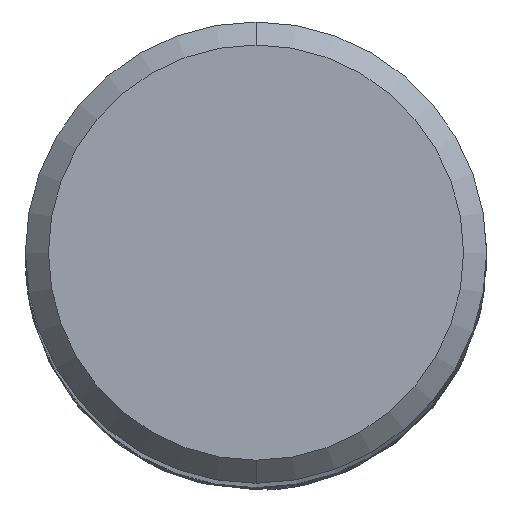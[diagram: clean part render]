
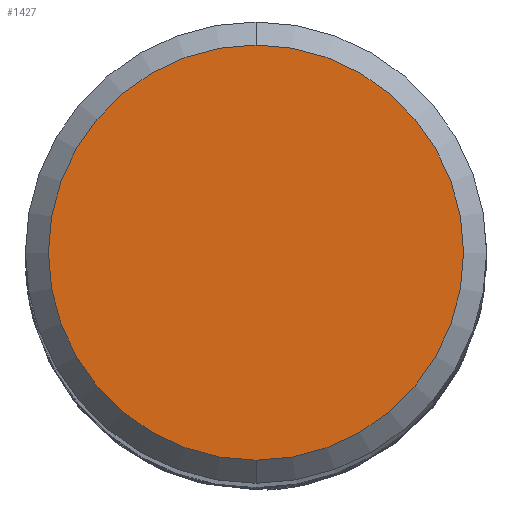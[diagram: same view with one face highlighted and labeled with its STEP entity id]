
A CAD part, top view. The second image highlights one B-rep face of the part: STEP entity #1427.
In plain terms, the highlighted planar face has unit normal (0, 0, 1).
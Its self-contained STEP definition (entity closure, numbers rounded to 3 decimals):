
#645=EDGE_CURVE('',#777,#1303,#1847,.T.);
#777=VERTEX_POINT('',#1988);
#1303=VERTEX_POINT('',#2571);
#1415=EDGE_CURVE('',#1303,#777,#2687,.T.);
#1427=ADVANCED_FACE('',(#2699),#2700,.T.);
#1847=CIRCLE('',#3806,3.6);
#1988=CARTESIAN_POINT('',(0.0,3.6,0.0));
#2571=CARTESIAN_POINT('',(0.,-3.6,0.0));
#2687=CIRCLE('',#15186,3.6);
#2699=FACE_OUTER_BOUND('',#15259,.T.);
#2700=PLANE('',#15260);
#3806=AXIS2_PLACEMENT_3D('',#20543,#20544,#20545);
#15186=AXIS2_PLACEMENT_3D('',#21359,#21360,#21361);
#15259=EDGE_LOOP('',(#21364,#21365));
#15260=AXIS2_PLACEMENT_3D('',#21366,#21367,#21368);
#20543=CARTESIAN_POINT('',(0.0,0.0,0.0));
#20544=DIRECTION('',(0.0,0.0,-1.0));
#20545=DIRECTION('',(0.0,1.0,0.0));
#21359=CARTESIAN_POINT('',(0.0,0.0,0.0));
#21360=DIRECTION('',(0.0,0.0,-1.0));
#21361=DIRECTION('',(0.0,1.0,0.0));
#21364=ORIENTED_EDGE('',*,*,#645,.F.);
#21365=ORIENTED_EDGE('',*,*,#1415,.F.);
#21366=CARTESIAN_POINT('',(0.0,1.8,0.0));
#21367=DIRECTION('',(-0.0,0.0,1.0));
#21368=DIRECTION('',(0.0,-1.0,0.0));
